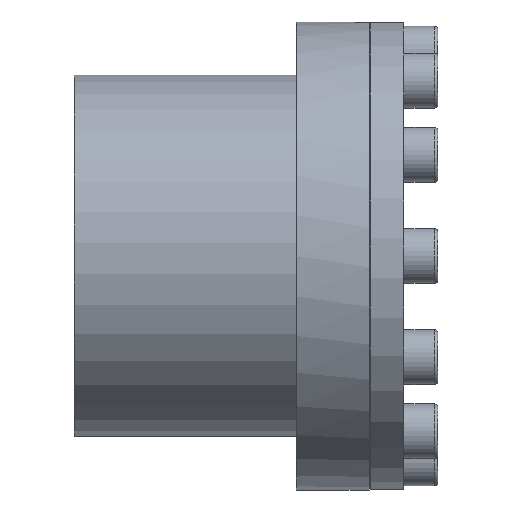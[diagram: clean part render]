
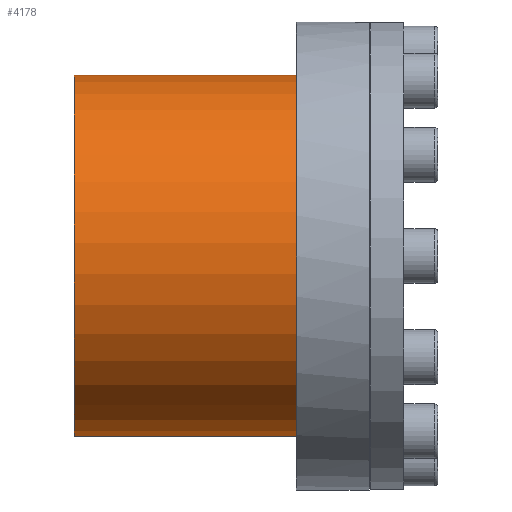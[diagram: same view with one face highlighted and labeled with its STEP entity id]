
A CAD part, left-side view. The second image highlights one B-rep face of the part: STEP entity #4178.
In plain terms, the highlighted cylindrical face has radius 53 mm (diameter 106 mm), a partial arc.
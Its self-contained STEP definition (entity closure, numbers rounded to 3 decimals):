
#798=CIRCLE('',#4522,53.);
#812=CIRCLE('',#4541,53.);
#1034=VERTEX_POINT('',#6336);
#1035=VERTEX_POINT('',#6338);
#1039=VERTEX_POINT('',#6362);
#1040=VERTEX_POINT('',#6364);
#1355=VECTOR('',#5112,1.);
#1360=VECTOR('',#5132,1.);
#1517=LINE('',#6337,#1355);
#1522=LINE('',#6363,#1360);
#1690=EDGE_CURVE('',#1034,#1035,#1517,.F.);
#1701=EDGE_CURVE('',#1039,#1040,#1522,.T.);
#1725=EDGE_CURVE('',#1040,#1034,#798,.T.);
#1739=EDGE_CURVE('',#1039,#1035,#812,.T.);
#2292=ORIENTED_EDGE('',*,*,#1690,.F.);
#2293=ORIENTED_EDGE('',*,*,#1725,.F.);
#2294=ORIENTED_EDGE('',*,*,#1701,.F.);
#2295=ORIENTED_EDGE('',*,*,#1739,.T.);
#3208=EDGE_LOOP('',(#2292,#2293,#2294,#2295));
#3713=FACE_BOUND('',#3208,.T.);
#4178=ADVANCED_FACE('',(#3713),#8049,.T.);
#4522=AXIS2_PLACEMENT_3D('',#6414,#5183,#5184);
#4541=AXIS2_PLACEMENT_3D('',#6446,#5218,#5219);
#4553=AXIS2_PLACEMENT_3D('',#6458,#5241,#5242);
#5112=DIRECTION('',(0.,-1.,0.));
#5132=DIRECTION('',(0.,-1.,0.));
#5183=DIRECTION('',(0.,-1.,0.));
#5184=DIRECTION('',(0.,0.,-53.));
#5218=DIRECTION('',(0.,-1.,0.));
#5219=DIRECTION('',(0.,0.,-53.));
#5241=DIRECTION('',(0.,1.,0.));
#5242=DIRECTION('',(0.,0.,-53.));
#6336=CARTESIAN_POINT('',(15.174,31.5,50.781));
#6337=CARTESIAN_POINT('',(15.174,-60.,50.781));
#6338=CARTESIAN_POINT('',(15.174,96.5,50.781));
#6362=CARTESIAN_POINT('',(12.249,96.5,51.565));
#6363=CARTESIAN_POINT('',(12.249,-60.,51.565));
#6364=CARTESIAN_POINT('',(12.249,31.5,51.565));
#6414=CARTESIAN_POINT('',(0.,31.5,0.));
#6446=CARTESIAN_POINT('',(0.,96.5,0.));
#6458=CARTESIAN_POINT('',(0.,-60.,0.));
#8049=CYLINDRICAL_SURFACE('',#4553,53.);
